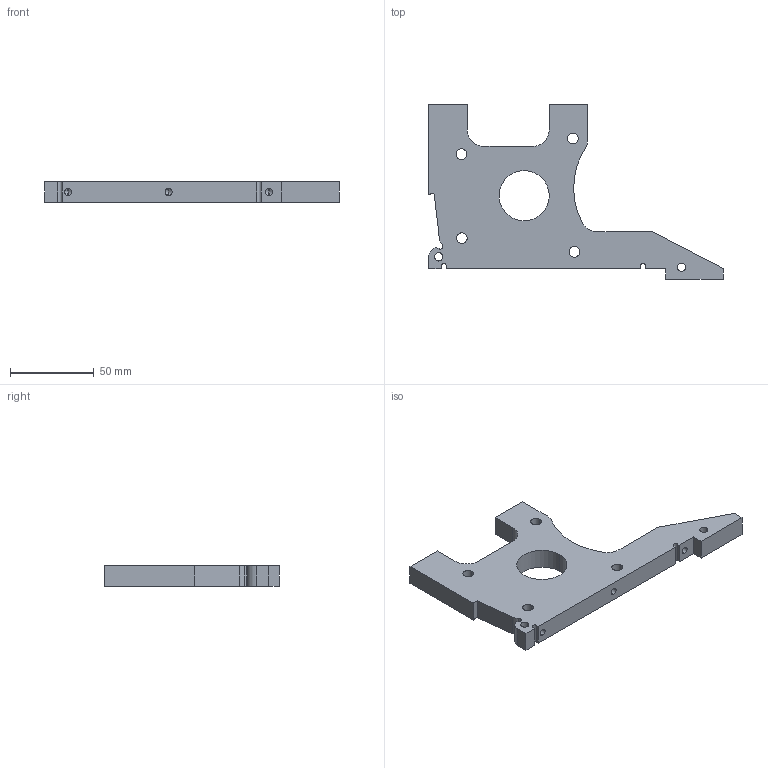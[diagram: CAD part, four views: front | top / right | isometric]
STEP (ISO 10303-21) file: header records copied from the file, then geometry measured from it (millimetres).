
FILE_DESCRIPTION (( 'STEP AP214' ), '1' );
FILE_NAME ('Chapa motor 578VA.STEP', '2020-08-23T23:28:01', ( '' ), ( '' ), 'SwSTEP 2.0', 'SolidWorks 2018', '' );
FILE_SCHEMA (( 'AUTOMOTIVE_DESIGN' ));
Length unit declared in the file: millimetre
Products named in the file (1): Chapa motor 578VA
Bounding box: 176 x 104.5 x 12.25 mm (x, y, z)
Volume: 100524 mm3; surface area: 27847.1 mm2
Topology: 1 solids, 1 shells, 82 faces, 223 edges, 137 vertices
Faces by surface type: cylinder 44, plane 24, cone 14
Entity records: 2743 total; most frequent: DIRECTION 463, CARTESIAN_POINT 429, ORIENTED_EDGE 418, EDGE_CURVE 209, AXIS2_PLACEMENT_3D 171, VERTEX_POINT 137, VECTOR 121, LINE 121
